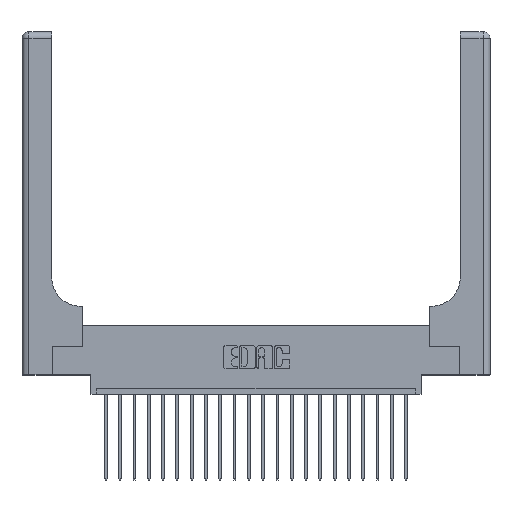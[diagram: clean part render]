
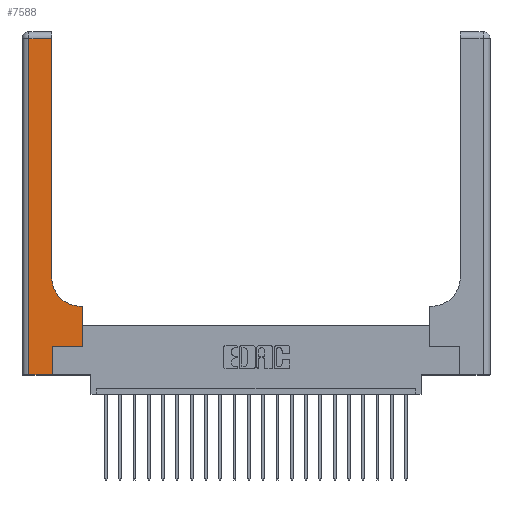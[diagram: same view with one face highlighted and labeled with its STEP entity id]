
A CAD part, top view. The second image highlights one B-rep face of the part: STEP entity #7588.
In plain terms, the highlighted planar face has unit normal (0, 0, 1).
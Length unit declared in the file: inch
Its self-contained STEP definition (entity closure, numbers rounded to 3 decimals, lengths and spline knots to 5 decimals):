
#3 = DIRECTION ( 'NONE',  ( -1., 0., 0. ) ) ;
#428 = CARTESIAN_POINT ( 'NONE',  ( 0.06, 3., 0.37 ) ) ;
#752 = VECTOR ( 'NONE', #12071, 39.37008 ) ;
#1193 = VERTEX_POINT ( 'NONE', #9299 ) ;
#1581 = DIRECTION ( 'NONE',  ( -1., 0., 0. ) ) ;
#1825 = EDGE_CURVE ( 'NONE', #7297, #9304, #8244, .T. ) ;
#2003 = CARTESIAN_POINT ( 'NONE',  ( 0., 0., 0.37 ) ) ;
#2113 = DIRECTION ( 'NONE',  ( 0., 0., -1. ) ) ;
#2273 = CARTESIAN_POINT ( 'NONE',  ( 0.06, 0., 0.37 ) ) ;
#2652 = CIRCLE ( 'NONE', #17612, 0.25 ) ;
#2739 = EDGE_CURVE ( 'NONE', #10639, #9076, #12647, .T. ) ;
#4373 = ORIENTED_EDGE ( 'NONE', *, *, #16034, .T. ) ;
#4677 = EDGE_LOOP ( 'NONE', ( #9097, #9524, #4373, #11590, #11458, #5614, #16220, #6873, #9240 ) ) ;
#4939 = CARTESIAN_POINT ( 'NONE',  ( 0., 3., 0.37 ) ) ;
#5062 = EDGE_CURVE ( 'NONE', #1193, #13585, #2652, .T. ) ;
#5137 = VECTOR ( 'NONE', #16784, 39.37008 ) ;
#5140 = VECTOR ( 'NONE', #13973, 39.37008 ) ;
#5370 = DIRECTION ( 'NONE',  ( 0., -1., 0. ) ) ;
#5407 = DIRECTION ( 'NONE',  ( 1., 0., 0. ) ) ;
#5504 = CARTESIAN_POINT ( 'NONE',  ( 0.528, 0.6, 0.37 ) ) ;
#5614 = ORIENTED_EDGE ( 'NONE', *, *, #11498, .T. ) ;
#5924 = LINE ( 'NONE', #12308, #5140 ) ;
#6001 = CARTESIAN_POINT ( 'NONE',  ( 0.265, 0.25, 0.37 ) ) ;
#6315 = LINE ( 'NONE', #20912, #16759 ) ;
#6422 = VERTEX_POINT ( 'NONE', #2273 ) ;
#6873 = ORIENTED_EDGE ( 'NONE', *, *, #19541, .T. ) ;
#7165 = CARTESIAN_POINT ( 'NONE',  ( 0.265, 0., 0.37 ) ) ;
#7174 = VECTOR ( 'NONE', #1581, 39.37008 ) ;
#7297 = VERTEX_POINT ( 'NONE', #19176 ) ;
#7588 = ADVANCED_FACE ( 'NONE', ( #15468 ), #13367, .F. ) ;
#7954 = EDGE_CURVE ( 'NONE', #13585, #10639, #10494, .T. ) ;
#8244 = LINE ( 'NONE', #18702, #5137 ) ;
#9076 = VERTEX_POINT ( 'NONE', #19950 ) ;
#9097 = ORIENTED_EDGE ( 'NONE', *, *, #7954, .T. ) ;
#9137 = AXIS2_PLACEMENT_3D ( 'NONE', #4939, #16590, #3 ) ;
#9240 = ORIENTED_EDGE ( 'NONE', *, *, #5062, .T. ) ;
#9299 = CARTESIAN_POINT ( 'NONE',  ( 0.51, 0.6, 0.37 ) ) ;
#9304 = VERTEX_POINT ( 'NONE', #5504 ) ;
#9524 = ORIENTED_EDGE ( 'NONE', *, *, #2739, .T. ) ;
#10454 = LINE ( 'NONE', #2003, #752 ) ;
#10494 = LINE ( 'NONE', #16208, #13099 ) ;
#10639 = VERTEX_POINT ( 'NONE', #13058 ) ;
#10959 = LINE ( 'NONE', #7165, #21702 ) ;
#11458 = ORIENTED_EDGE ( 'NONE', *, *, #13509, .T. ) ;
#11498 = EDGE_CURVE ( 'NONE', #20763, #7297, #5924, .T. ) ;
#11590 = ORIENTED_EDGE ( 'NONE', *, *, #20506, .T. ) ;
#12071 = DIRECTION ( 'NONE',  ( 1., 0., 0. ) ) ;
#12308 = CARTESIAN_POINT ( 'NONE',  ( 0.265, 0.25, 0.37 ) ) ;
#12647 = LINE ( 'NONE', #14863, #7174 ) ;
#13058 = CARTESIAN_POINT ( 'NONE',  ( 0.26, 2.94, 0.37 ) ) ;
#13099 = VECTOR ( 'NONE', #21053, 39.37008 ) ;
#13367 = PLANE ( 'NONE',  #9137 ) ;
#13509 = EDGE_CURVE ( 'NONE', #21212, #20763, #10959, .T. ) ;
#13574 = DIRECTION ( 'NONE',  ( 0., 1., 0. ) ) ;
#13585 = VERTEX_POINT ( 'NONE', #17436 ) ;
#13973 = DIRECTION ( 'NONE',  ( 1., 0., 0. ) ) ;
#14863 = CARTESIAN_POINT ( 'NONE',  ( 0., 2.94, 0.37 ) ) ;
#15383 = CARTESIAN_POINT ( 'NONE',  ( 0.51, 0.85, 0.37 ) ) ;
#15468 = FACE_OUTER_BOUND ( 'NONE', #4677, .T. ) ;
#15570 = LINE ( 'NONE', #428, #16118 ) ;
#16034 = EDGE_CURVE ( 'NONE', #9076, #6422, #15570, .T. ) ;
#16118 = VECTOR ( 'NONE', #5370, 39.37008 ) ;
#16208 = CARTESIAN_POINT ( 'NONE',  ( 0.26, 3., 0.37 ) ) ;
#16220 = ORIENTED_EDGE ( 'NONE', *, *, #1825, .T. ) ;
#16590 = DIRECTION ( 'NONE',  ( 0., 0., -1. ) ) ;
#16759 = VECTOR ( 'NONE', #19451, 39.37008 ) ;
#16784 = DIRECTION ( 'NONE',  ( 0., 1., 0. ) ) ;
#17141 = CARTESIAN_POINT ( 'NONE',  ( 0.265, 0., 0.37 ) ) ;
#17436 = CARTESIAN_POINT ( 'NONE',  ( 0.26, 0.85, 0.37 ) ) ;
#17612 = AXIS2_PLACEMENT_3D ( 'NONE', #15383, #2113, #5407 ) ;
#18702 = CARTESIAN_POINT ( 'NONE',  ( 0.528, 0.25, 0.37 ) ) ;
#19176 = CARTESIAN_POINT ( 'NONE',  ( 0.528, 0.25, 0.37 ) ) ;
#19451 = DIRECTION ( 'NONE',  ( -1., 0., 0. ) ) ;
#19541 = EDGE_CURVE ( 'NONE', #9304, #1193, #6315, .T. ) ;
#19950 = CARTESIAN_POINT ( 'NONE',  ( 0.06, 2.94, 0.37 ) ) ;
#20506 = EDGE_CURVE ( 'NONE', #6422, #21212, #10454, .T. ) ;
#20763 = VERTEX_POINT ( 'NONE', #6001 ) ;
#20912 = CARTESIAN_POINT ( 'NONE',  ( 0.26, 0.6, 0.37 ) ) ;
#21053 = DIRECTION ( 'NONE',  ( 0., 1., 0. ) ) ;
#21212 = VERTEX_POINT ( 'NONE', #17141 ) ;
#21702 = VECTOR ( 'NONE', #13574, 39.37008 ) ;
